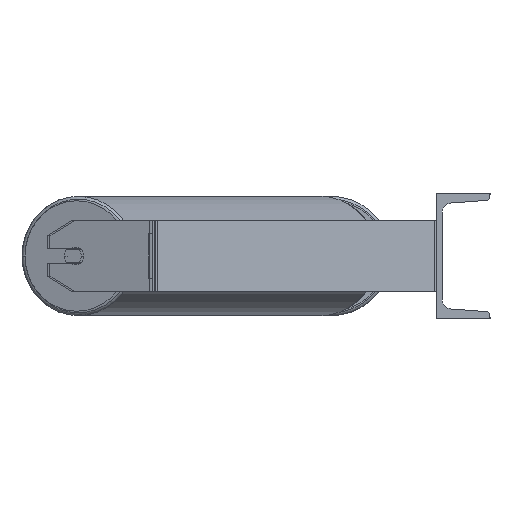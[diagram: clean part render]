
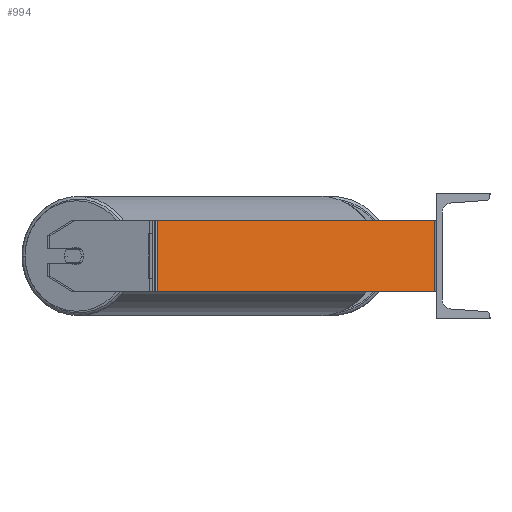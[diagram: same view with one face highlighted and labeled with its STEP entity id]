
A CAD part, left-side view. The second image highlights one B-rep face of the part: STEP entity #994.
In plain terms, the highlighted planar face has unit normal (-0.985, -0.174, 0).
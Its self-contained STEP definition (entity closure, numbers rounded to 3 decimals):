
#387 = PLANE ( 'NONE',  #6295 ) ;
#700 = LINE ( 'NONE', #1408, #1442 ) ;
#994 = ADVANCED_FACE ( 'NONE', ( #1070 ), #387, .F. ) ;
#1070 = FACE_OUTER_BOUND ( 'NONE', #7856, .T. ) ;
#1107 = VECTOR ( 'NONE', #2022, 1000. ) ;
#1352 = DIRECTION ( 'NONE',  ( 0.174, -0.985, 0. ) ) ;
#1408 = CARTESIAN_POINT ( 'NONE',  ( -1240.556, 315.071, -40. ) ) ;
#1442 = VECTOR ( 'NONE', #1352, 1000. ) ;
#1849 = DIRECTION ( 'NONE',  ( 0., 0., -1. ) ) ;
#1881 = CARTESIAN_POINT ( 'NONE',  ( -1240.556, 315.071, 40. ) ) ;
#2022 = DIRECTION ( 'NONE',  ( 0.174, -0.985, 0. ) ) ;
#2607 = CARTESIAN_POINT ( 'NONE',  ( -1185., 0., -40. ) ) ;
#3412 = CARTESIAN_POINT ( 'NONE',  ( -1239.811, 310.849, -40. ) ) ;
#3745 = LINE ( 'NONE', #7318, #5997 ) ;
#3794 = VERTEX_POINT ( 'NONE', #3412 ) ;
#3797 = ORIENTED_EDGE ( 'NONE', *, *, #6077, .F. ) ;
#3810 = VERTEX_POINT ( 'NONE', #7834 ) ;
#4015 = CARTESIAN_POINT ( 'NONE',  ( -1239.811, 310.849, 40. ) ) ;
#4078 = LINE ( 'NONE', #5574, #1107 ) ;
#4503 = VERTEX_POINT ( 'NONE', #2607 ) ;
#4517 = LINE ( 'NONE', #8098, #8045 ) ;
#4681 = ORIENTED_EDGE ( 'NONE', *, *, #6495, .T. ) ;
#4847 = EDGE_CURVE ( 'NONE', #7984, #3794, #4517, .T. ) ;
#5574 = CARTESIAN_POINT ( 'NONE',  ( -1240.556, 315.071, 40. ) ) ;
#5997 = VECTOR ( 'NONE', #8722, 1000. ) ;
#6077 = EDGE_CURVE ( 'NONE', #7984, #3810, #4078, .T. ) ;
#6295 = AXIS2_PLACEMENT_3D ( 'NONE', #1881, #6916, #6727 ) ;
#6495 = EDGE_CURVE ( 'NONE', #3794, #4503, #700, .T. ) ;
#6648 = EDGE_CURVE ( 'NONE', #3810, #4503, #3745, .T. ) ;
#6727 = DIRECTION ( 'NONE',  ( -0.174, 0.985, 0. ) ) ;
#6916 = DIRECTION ( 'NONE',  ( 0.985, 0.174, 0. ) ) ;
#7318 = CARTESIAN_POINT ( 'NONE',  ( -1185., 0., 40. ) ) ;
#7732 = ORIENTED_EDGE ( 'NONE', *, *, #4847, .T. ) ;
#7834 = CARTESIAN_POINT ( 'NONE',  ( -1185., 0., 40. ) ) ;
#7856 = EDGE_LOOP ( 'NONE', ( #4681, #8827, #3797, #7732 ) ) ;
#7984 = VERTEX_POINT ( 'NONE', #4015 ) ;
#8045 = VECTOR ( 'NONE', #1849, 1000. ) ;
#8098 = CARTESIAN_POINT ( 'NONE',  ( -1239.811, 310.849, 40. ) ) ;
#8722 = DIRECTION ( 'NONE',  ( 0., 0., -1. ) ) ;
#8827 = ORIENTED_EDGE ( 'NONE', *, *, #6648, .F. ) ;
